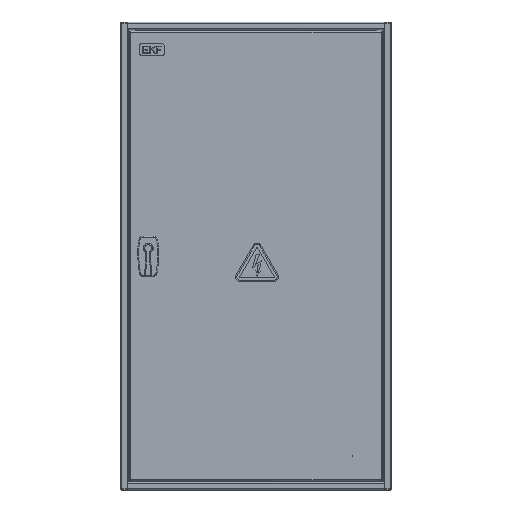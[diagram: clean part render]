
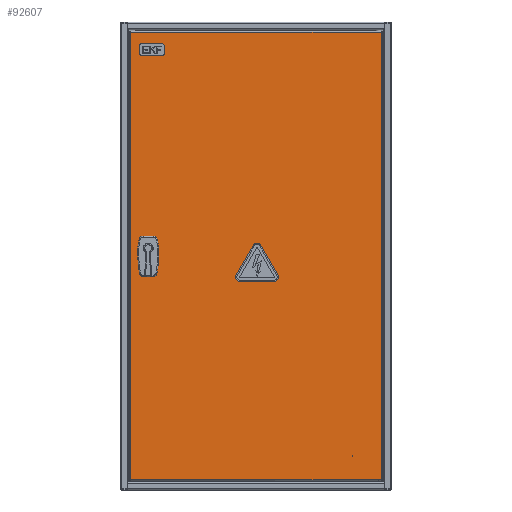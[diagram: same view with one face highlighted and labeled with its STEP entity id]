
A CAD part, top view. The second image highlights one B-rep face of the part: STEP entity #92607.
In plain terms, the highlighted planar face has unit normal (0, 0, 1).
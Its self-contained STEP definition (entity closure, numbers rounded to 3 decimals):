
#1038 = VERTEX_POINT ( 'NONE', #14904 ) ;
#1226 = CARTESIAN_POINT ( 'NONE',  ( -337.839, 443.02, -155.572 ) ) ;
#2596 = VERTEX_POINT ( 'NONE', #41893 ) ;
#3078 = VERTEX_POINT ( 'NONE', #85980 ) ;
#6125 = VECTOR ( 'NONE', #18002, 1000. ) ;
#7515 = EDGE_CURVE ( 'NONE', #1038, #2596, #37851, .T. ) ;
#7533 = CARTESIAN_POINT ( 'NONE',  ( -83.689, -12.127, -155.572 ) ) ;
#8194 = DIRECTION ( 'NONE',  ( 1., 0., 0. ) ) ;
#9869 = EDGE_CURVE ( 'NONE', #25707, #11342, #28672, .T. ) ;
#11342 = VERTEX_POINT ( 'NONE', #76799 ) ;
#14012 = LINE ( 'NONE', #77201, #20779 ) ;
#14904 = CARTESIAN_POINT ( 'NONE',  ( -314.939, 12.873, -155.572 ) ) ;
#15060 = ORIENTED_EDGE ( 'NONE', *, *, #9869, .T. ) ;
#15217 = DIRECTION ( 'NONE',  ( 0., -1., 0. ) ) ;
#16804 = VERTEX_POINT ( 'NONE', #58215 ) ;
#18002 = DIRECTION ( 'NONE',  ( 1., 0., 0. ) ) ;
#20779 = VECTOR ( 'NONE', #8194, 1000. ) ;
#21490 = DIRECTION ( 'NONE',  ( 0., 1., 0. ) ) ;
#22759 = EDGE_CURVE ( 'NONE', #11342, #44223, #53863, .T. ) ;
#25707 = VERTEX_POINT ( 'NONE', #33571 ) ;
#26037 = VECTOR ( 'NONE', #55465, 1000. ) ;
#26992 = VECTOR ( 'NONE', #15217, 1000. ) ;
#28224 = DIRECTION ( 'NONE',  ( 0., -1., 0. ) ) ;
#28672 = LINE ( 'NONE', #1226, #95518 ) ;
#29815 = VECTOR ( 'NONE', #21490, 1000. ) ;
#30888 = CARTESIAN_POINT ( 'NONE',  ( 170.461, -466.527, -155.572 ) ) ;
#33571 = CARTESIAN_POINT ( 'NONE',  ( -337.839, 442.273, -155.572 ) ) ;
#36827 = DIRECTION ( 'NONE',  ( -1., 0., 0. ) ) ;
#37851 = LINE ( 'NONE', #91456, #26992 ) ;
#41893 = CARTESIAN_POINT ( 'NONE',  ( -314.939, -37.127, -155.572 ) ) ;
#42722 = VECTOR ( 'NONE', #36827, 1000. ) ;
#44223 = VERTEX_POINT ( 'NONE', #30888 ) ;
#49952 = EDGE_LOOP ( 'NONE', ( #86368, #112726, #70906, #56493 ) ) ;
#53863 = LINE ( 'NONE', #62262, #6125 ) ;
#55465 = DIRECTION ( 'NONE',  ( 0., 1., 0. ) ) ;
#56493 = ORIENTED_EDGE ( 'NONE', *, *, #82326, .F. ) ;
#58215 = CARTESIAN_POINT ( 'NONE',  ( -289.939, -37.127, -155.572 ) ) ;
#61230 = ORIENTED_EDGE ( 'NONE', *, *, #85867, .T. ) ;
#61283 = LINE ( 'NONE', #87697, #81736 ) ;
#62262 = CARTESIAN_POINT ( 'NONE',  ( -338.585, -466.527, -155.572 ) ) ;
#64452 = EDGE_LOOP ( 'NONE', ( #61230, #15060, #74368, #94953 ) ) ;
#70230 = DIRECTION ( 'NONE',  ( -1., 0., 0. ) ) ;
#70906 = ORIENTED_EDGE ( 'NONE', *, *, #7515, .F. ) ;
#71144 = EDGE_CURVE ( 'NONE', #16804, #85983, #76521, .T. ) ;
#73427 = CARTESIAN_POINT ( 'NONE',  ( 170.461, -467.273, -155.572 ) ) ;
#74368 = ORIENTED_EDGE ( 'NONE', *, *, #22759, .T. ) ;
#76518 = AXIS2_PLACEMENT_3D ( 'NONE', #7533, #111685, #93654 ) ;
#76521 = LINE ( 'NONE', #90476, #26037 ) ;
#76799 = CARTESIAN_POINT ( 'NONE',  ( -337.839, -466.527, -155.572 ) ) ;
#77201 = CARTESIAN_POINT ( 'NONE',  ( -314.939, -37.127, -155.572 ) ) ;
#80858 = EDGE_CURVE ( 'NONE', #2596, #16804, #14012, .T. ) ;
#81736 = VECTOR ( 'NONE', #70230, 1000. ) ;
#81816 = CARTESIAN_POINT ( 'NONE',  ( 171.208, 442.273, -155.572 ) ) ;
#82226 = LINE ( 'NONE', #81816, #42722 ) ;
#82326 = EDGE_CURVE ( 'NONE', #85983, #1038, #61283, .T. ) ;
#85867 = EDGE_CURVE ( 'NONE', #3078, #25707, #82226, .T. ) ;
#85980 = CARTESIAN_POINT ( 'NONE',  ( 170.461, 442.273, -155.572 ) ) ;
#85983 = VERTEX_POINT ( 'NONE', #100384 ) ;
#86368 = ORIENTED_EDGE ( 'NONE', *, *, #71144, .F. ) ;
#87420 = EDGE_CURVE ( 'NONE', #44223, #3078, #109096, .T. ) ;
#87697 = CARTESIAN_POINT ( 'NONE',  ( -314.939, 12.873, -155.572 ) ) ;
#89658 = FACE_OUTER_BOUND ( 'NONE', #64452, .T. ) ;
#90476 = CARTESIAN_POINT ( 'NONE',  ( -289.939, 12.873, -155.572 ) ) ;
#91456 = CARTESIAN_POINT ( 'NONE',  ( -314.939, 12.873, -155.572 ) ) ;
#92607 = ADVANCED_FACE ( 'NONE', ( #100577, #89658 ), #110919, .T. ) ;
#93654 = DIRECTION ( 'NONE',  ( 1., 0., 0. ) ) ;
#94953 = ORIENTED_EDGE ( 'NONE', *, *, #87420, .T. ) ;
#95518 = VECTOR ( 'NONE', #28224, 1000. ) ;
#100384 = CARTESIAN_POINT ( 'NONE',  ( -289.939, 12.873, -155.572 ) ) ;
#100577 = FACE_BOUND ( 'NONE', #49952, .T. ) ;
#109096 = LINE ( 'NONE', #73427, #29815 ) ;
#110919 = PLANE ( 'NONE',  #76518 ) ;
#111685 = DIRECTION ( 'NONE',  ( 0., 0., 1. ) ) ;
#112726 = ORIENTED_EDGE ( 'NONE', *, *, #80858, .F. ) ;
